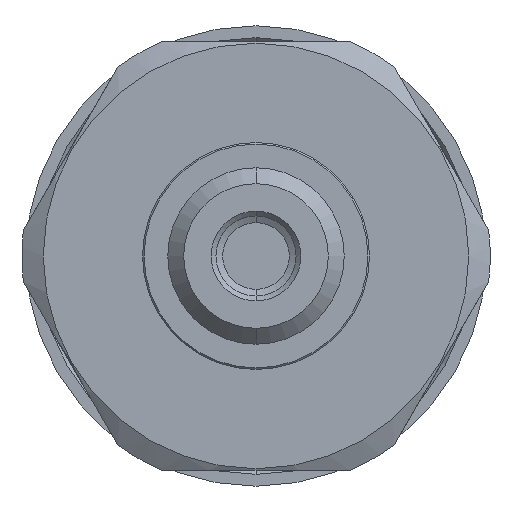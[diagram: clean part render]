
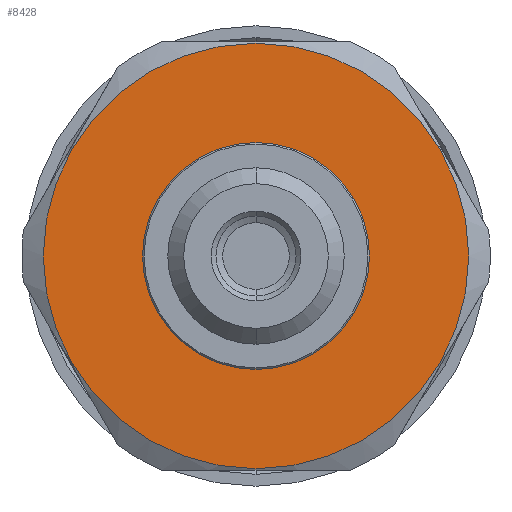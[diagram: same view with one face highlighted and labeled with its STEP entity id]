
A CAD part, front view. The second image highlights one B-rep face of the part: STEP entity #8428.
In plain terms, the highlighted planar face has unit normal (0, -1, 0).
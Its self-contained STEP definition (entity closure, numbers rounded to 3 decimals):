
#63 = CARTESIAN_POINT ( 'NONE',  ( 0., 2.3, 0. ) ) ;
#448 = ORIENTED_EDGE ( 'NONE', *, *, #8167, .F. ) ;
#744 = EDGE_CURVE ( 'NONE', #2451, #9155, #5876, .T. ) ;
#1002 = DIRECTION ( 'NONE',  ( 0., 0., -1. ) ) ;
#1124 = DIRECTION ( 'NONE',  ( 0., 0., -1. ) ) ;
#1153 = DIRECTION ( 'NONE',  ( 0., -1., 0. ) ) ;
#1164 = CARTESIAN_POINT ( 'NONE',  ( 0., 2.3, 0. ) ) ;
#1939 = CIRCLE ( 'NONE', #5943, 13.4 ) ;
#2005 = AXIS2_PLACEMENT_3D ( 'NONE', #5690, #8865, #3269 ) ;
#2299 = DIRECTION ( 'NONE',  ( 0., -1., 0. ) ) ;
#2409 = CARTESIAN_POINT ( 'NONE',  ( 0., 2.3, -13.4 ) ) ;
#2451 = VERTEX_POINT ( 'NONE', #9348 ) ;
#2639 = CARTESIAN_POINT ( 'NONE',  ( 0., 2.3, -7.15 ) ) ;
#2881 = ORIENTED_EDGE ( 'NONE', *, *, #4112, .F. ) ;
#2984 = EDGE_LOOP ( 'NONE', ( #448, #2881 ) ) ;
#3021 = AXIS2_PLACEMENT_3D ( 'NONE', #3405, #9017, #4227 ) ;
#3269 = DIRECTION ( 'NONE',  ( 0., 0., -1. ) ) ;
#3405 = CARTESIAN_POINT ( 'NONE',  ( 0., 2.3, 0. ) ) ;
#3516 = AXIS2_PLACEMENT_3D ( 'NONE', #63, #5949, #1002 ) ;
#3917 = EDGE_CURVE ( 'NONE', #9155, #2451, #1939, .T. ) ;
#4112 = EDGE_CURVE ( 'NONE', #5879, #7026, #5024, .T. ) ;
#4227 = DIRECTION ( 'NONE',  ( 0., 0., -1. ) ) ;
#5024 = CIRCLE ( 'NONE', #3021, 7.15 ) ;
#5204 = CIRCLE ( 'NONE', #3516, 7.15 ) ;
#5560 = CARTESIAN_POINT ( 'NONE',  ( 0., 2.3, 7.15 ) ) ;
#5690 = CARTESIAN_POINT ( 'NONE',  ( 13.4, 2.3, 0. ) ) ;
#5876 = CIRCLE ( 'NONE', #8751, 13.4 ) ;
#5879 = VERTEX_POINT ( 'NONE', #5560 ) ;
#5943 = AXIS2_PLACEMENT_3D ( 'NONE', #7200, #2299, #7963 ) ;
#5949 = DIRECTION ( 'NONE',  ( 0., -1., 0. ) ) ;
#5951 = ORIENTED_EDGE ( 'NONE', *, *, #744, .T. ) ;
#6982 = EDGE_LOOP ( 'NONE', ( #5951, #8882 ) ) ;
#7026 = VERTEX_POINT ( 'NONE', #2639 ) ;
#7200 = CARTESIAN_POINT ( 'NONE',  ( 0., 2.3, 0. ) ) ;
#7242 = FACE_BOUND ( 'NONE', #2984, .T. ) ;
#7963 = DIRECTION ( 'NONE',  ( 0., 0., -1. ) ) ;
#8098 = PLANE ( 'NONE',  #2005 ) ;
#8167 = EDGE_CURVE ( 'NONE', #7026, #5879, #5204, .T. ) ;
#8428 = ADVANCED_FACE ( 'NONE', ( #9055, #7242 ), #8098, .T. ) ;
#8751 = AXIS2_PLACEMENT_3D ( 'NONE', #1164, #1153, #1124 ) ;
#8865 = DIRECTION ( 'NONE',  ( 0., -1., 0. ) ) ;
#8882 = ORIENTED_EDGE ( 'NONE', *, *, #3917, .T. ) ;
#9017 = DIRECTION ( 'NONE',  ( 0., -1., 0. ) ) ;
#9055 = FACE_OUTER_BOUND ( 'NONE', #6982, .T. ) ;
#9155 = VERTEX_POINT ( 'NONE', #2409 ) ;
#9348 = CARTESIAN_POINT ( 'NONE',  ( 0., 2.3, 13.4 ) ) ;
